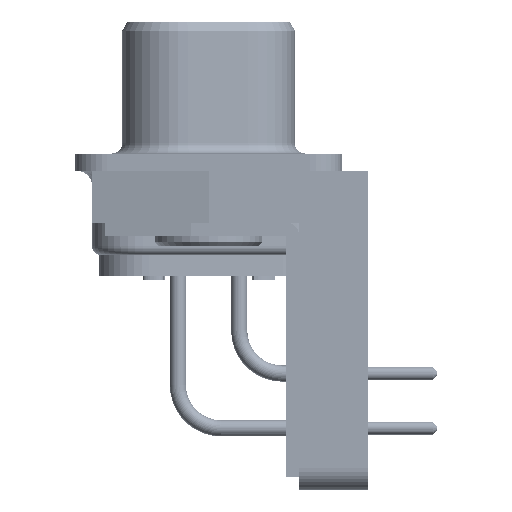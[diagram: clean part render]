
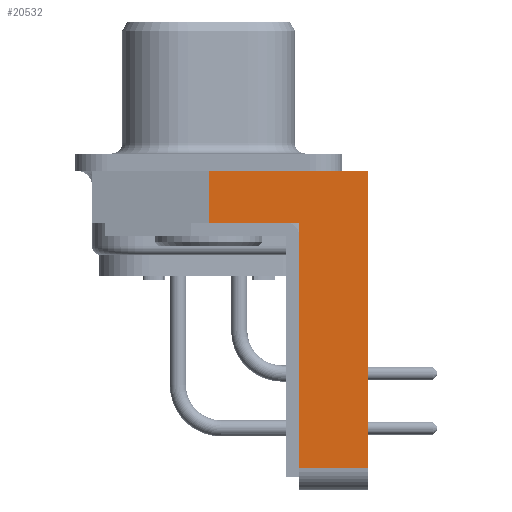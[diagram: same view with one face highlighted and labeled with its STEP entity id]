
A CAD part, left-side view. The second image highlights one B-rep face of the part: STEP entity #20532.
In plain terms, the highlighted planar face has unit normal (-1, 0, 0).
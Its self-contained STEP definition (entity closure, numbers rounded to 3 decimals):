
#5993=ORIENTED_EDGE('',*,*,#9614,.F.);
#5994=ORIENTED_EDGE('',*,*,#9615,.F.);
#5995=ORIENTED_EDGE('',*,*,#9605,.F.);
#5996=ORIENTED_EDGE('',*,*,#9616,.T.);
#5997=ORIENTED_EDGE('',*,*,#9609,.T.);
#5998=ORIENTED_EDGE('',*,*,#9617,.T.);
#9605=EDGE_CURVE('',#11778,#11779,#13252,.T.);
#9609=EDGE_CURVE('',#11783,#11782,#13255,.T.);
#9614=EDGE_CURVE('',#11787,#11788,#13260,.T.);
#9615=EDGE_CURVE('',#11779,#11787,#13261,.T.);
#9616=EDGE_CURVE('',#11778,#11783,#13262,.T.);
#9617=EDGE_CURVE('',#11782,#11788,#13263,.T.);
#11778=VERTEX_POINT('',#39289);
#11779=VERTEX_POINT('',#39291);
#11782=VERTEX_POINT('',#39298);
#11783=VERTEX_POINT('',#39300);
#11787=VERTEX_POINT('',#39310);
#11788=VERTEX_POINT('',#39311);
#13252=LINE('',#39290,#14596);
#13255=LINE('',#39299,#14599);
#13260=LINE('',#39309,#14604);
#13261=LINE('',#39312,#14605);
#13262=LINE('',#39313,#14606);
#13263=LINE('',#39314,#14607);
#14596=VECTOR('',#28375,1000.);
#14599=VECTOR('',#28382,1000.);
#14604=VECTOR('',#28389,1000.);
#14605=VECTOR('',#28390,1000.);
#14606=VECTOR('',#28391,1000.);
#14607=VECTOR('',#28392,1000.);
#16408=EDGE_LOOP('',(#5993,#5994,#5995,#5996,#5997,#5998));
#18349=FACE_BOUND('',#16408,.T.);
#19477=PLANE('',#23711);
#20532=ADVANCED_FACE('',(#18349),#19477,.T.);
#23711=AXIS2_PLACEMENT_3D('',#39308,#28387,#28388);
#28375=DIRECTION('',(0.,-1.,0.));
#28382=DIRECTION('',(0.,-1.,0.));
#28387=DIRECTION('',(-1.,0.,0.));
#28388=DIRECTION('',(0.,0.,1.));
#28389=DIRECTION('',(0.,1.,0.));
#28390=DIRECTION('',(0.,0.,-1.));
#28391=DIRECTION('',(0.,0.,-1.));
#28392=DIRECTION('',(0.,0.,-1.));
#39289=CARTESIAN_POINT('',(-34.65,7.4,0.));
#39290=CARTESIAN_POINT('',(-34.65,7.4,0.));
#39291=CARTESIAN_POINT('',(-34.65,0.,0.));
#39298=CARTESIAN_POINT('',(-34.65,3.2,-2.4));
#39299=CARTESIAN_POINT('',(-34.65,7.4,-2.4));
#39300=CARTESIAN_POINT('',(-34.65,7.4,-2.4));
#39308=CARTESIAN_POINT('',(-34.65,7.4,0.));
#39309=CARTESIAN_POINT('',(-34.65,4.5,-13.8));
#39310=CARTESIAN_POINT('',(-34.65,0.,-13.8));
#39311=CARTESIAN_POINT('',(-34.65,3.2,-13.8));
#39312=CARTESIAN_POINT('',(-34.65,0.,0.));
#39313=CARTESIAN_POINT('',(-34.65,7.4,0.));
#39314=CARTESIAN_POINT('',(-34.65,3.2,-2.4));
